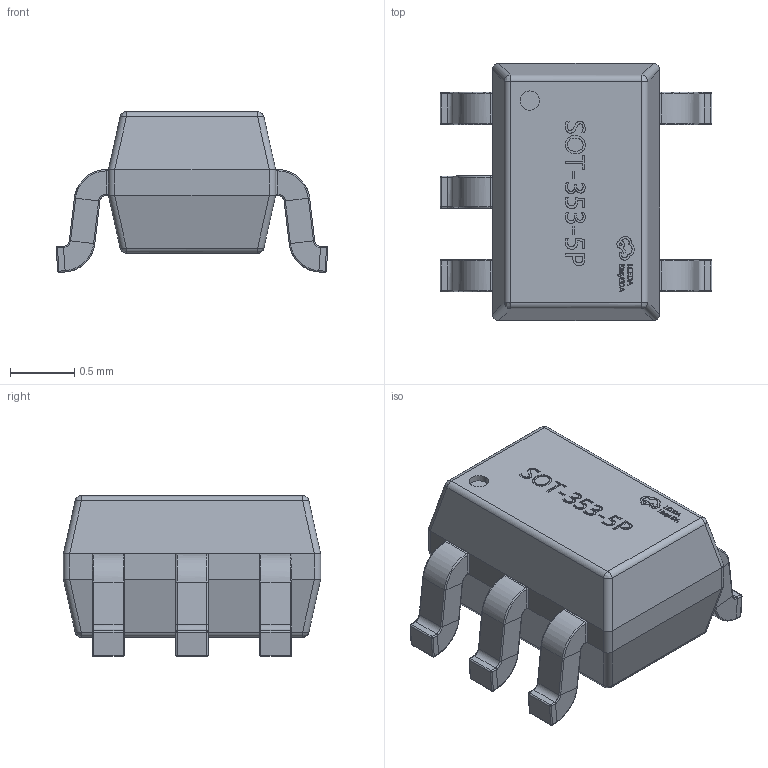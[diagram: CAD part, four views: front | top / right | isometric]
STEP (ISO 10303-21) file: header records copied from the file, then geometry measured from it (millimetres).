
FILE_DESCRIPTION(('Open CASCADE Model'),'2;1');
FILE_NAME('Open CASCADE Shape Model','2025-11-05T23:21:37',('Author'),( 'Open CASCADE'),'Open CASCADE STEP processor 7.9','Open CASCADE 7.9' ,'Unknown');
FILE_SCHEMA(('AUTOMOTIVE_DESIGN { 1 0 10303 214 1 1 1 1 }'));
Length unit declared in the file: millimetre
Products named in the file (1): COMPOUND
Bounding box: 2.11 x 2 x 1.25 mm (x, y, z)
Volume: 2.8 mm3; surface area: 15.1 mm2
Topology: 19 solids, 19 shells, 716 faces, 1730 edges, 1067 vertices
Faces by surface type: bspline 716
Entity records: 29113 total; most frequent: CARTESIAN_POINT 13511, ORIENTED_EDGE 3450, EDGE_CURVE 1725, B_SPLINE_CURVE_WITH_KNOTS 1423, VERTEX_POINT 1067, FACE_BOUND 748, EDGE_LOOP 748, PRESENTATION_STYLE_ASSIGNMENT 735
